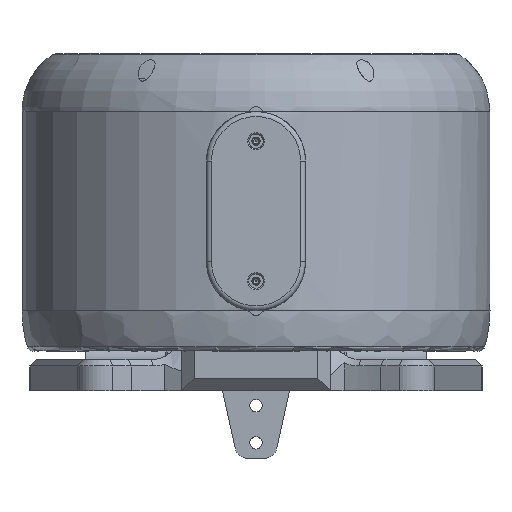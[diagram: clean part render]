
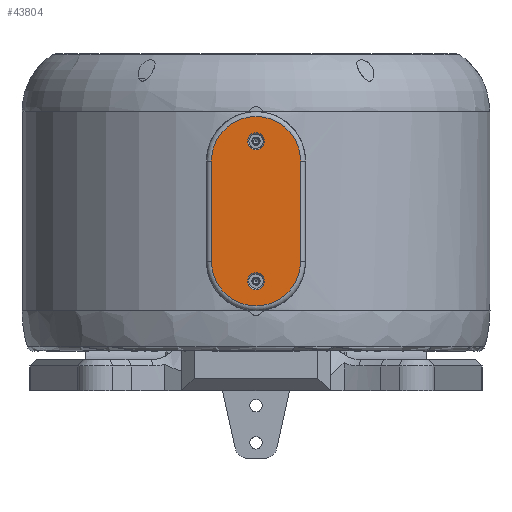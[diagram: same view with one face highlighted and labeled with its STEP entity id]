
A CAD part, front view. The second image highlights one B-rep face of the part: STEP entity #43804.
In plain terms, the highlighted planar face has unit normal (0, -1, 0).
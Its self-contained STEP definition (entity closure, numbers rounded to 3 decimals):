
#2570 = VERTEX_POINT ( 'NONE', #13532 ) ;
#4745 = AXIS2_PLACEMENT_3D ( 'NONE', #11932, #20342, #35660 ) ;
#4763 = CARTESIAN_POINT ( 'NONE',  ( 0., -843.765, 60.355 ) ) ;
#4882 = CARTESIAN_POINT ( 'NONE',  ( 0., -843.765, 173.355 ) ) ;
#5841 = DIRECTION ( 'NONE',  ( 0., 0., -1. ) ) ;
#6452 = DIRECTION ( 'NONE',  ( 0., 0., 1. ) ) ;
#6558 = DIRECTION ( 'NONE',  ( 0., -1., 0. ) ) ;
#8749 = CIRCLE ( 'NONE', #25043, 36. ) ;
#9294 = CARTESIAN_POINT ( 'NONE',  ( -36., -843.765, 69.5 ) ) ;
#11635 = EDGE_LOOP ( 'NONE', ( #23427 ) ) ;
#11932 = CARTESIAN_POINT ( 'NONE',  ( 0., -843.765, 53.5 ) ) ;
#12343 = EDGE_CURVE ( 'NONE', #2570, #14993, #26346, .T. ) ;
#12660 = EDGE_CURVE ( 'NONE', #43314, #43314, #24229, .T. ) ;
#13235 = FACE_BOUND ( 'NONE', #11635, .T. ) ;
#13532 = CARTESIAN_POINT ( 'NONE',  ( 36., -843.765, 69.5 ) ) ;
#14993 = VERTEX_POINT ( 'NONE', #34935 ) ;
#17065 = DIRECTION ( 'NONE',  ( 0., 1., 0. ) ) ;
#18626 = DIRECTION ( 'NONE',  ( 0., -1., 0. ) ) ;
#19576 = ORIENTED_EDGE ( 'NONE', *, *, #46260, .T. ) ;
#20342 = DIRECTION ( 'NONE',  ( 0., -1., 0. ) ) ;
#21813 = EDGE_LOOP ( 'NONE', ( #39935 ) ) ;
#23427 = ORIENTED_EDGE ( 'NONE', *, *, #46530, .F. ) ;
#24229 = CIRCLE ( 'NONE', #25839, 6.855 ) ;
#24270 = VECTOR ( 'NONE', #49885, 1000. ) ;
#24588 = VERTEX_POINT ( 'NONE', #9294 ) ;
#25043 = AXIS2_PLACEMENT_3D ( 'NONE', #29308, #44761, #5841 ) ;
#25839 = AXIS2_PLACEMENT_3D ( 'NONE', #30668, #18626, #41508 ) ;
#26346 = LINE ( 'NONE', #27113, #32493 ) ;
#27113 = CARTESIAN_POINT ( 'NONE',  ( 36., -843.765, 69.5 ) ) ;
#27928 = CIRCLE ( 'NONE', #39253, 36. ) ;
#29178 = ORIENTED_EDGE ( 'NONE', *, *, #12343, .T. ) ;
#29308 = CARTESIAN_POINT ( 'NONE',  ( 0., -843.765, 69.5 ) ) ;
#29323 = DIRECTION ( 'NONE',  ( 0., 0., -1. ) ) ;
#30668 = CARTESIAN_POINT ( 'NONE',  ( 0., -843.765, 166.5 ) ) ;
#31174 = LINE ( 'NONE', #34446, #24270 ) ;
#32493 = VECTOR ( 'NONE', #6452, 1000. ) ;
#33166 = PLANE ( 'NONE',  #33764 ) ;
#33570 = ORIENTED_EDGE ( 'NONE', *, *, #46332, .T. ) ;
#33665 = FACE_OUTER_BOUND ( 'NONE', #44908, .T. ) ;
#33764 = AXIS2_PLACEMENT_3D ( 'NONE', #48605, #17065, #29323 ) ;
#34446 = CARTESIAN_POINT ( 'NONE',  ( -36., -843.765, 69.5 ) ) ;
#34935 = CARTESIAN_POINT ( 'NONE',  ( 36., -843.765, 150.5 ) ) ;
#35660 = DIRECTION ( 'NONE',  ( 0., 0., 1. ) ) ;
#37629 = VERTEX_POINT ( 'NONE', #42391 ) ;
#39253 = AXIS2_PLACEMENT_3D ( 'NONE', #41422, #6558, #45756 ) ;
#39935 = ORIENTED_EDGE ( 'NONE', *, *, #12660, .F. ) ;
#40713 = FACE_BOUND ( 'NONE', #21813, .T. ) ;
#40983 = ORIENTED_EDGE ( 'NONE', *, *, #48276, .T. ) ;
#41422 = CARTESIAN_POINT ( 'NONE',  ( 0., -843.765, 150.5 ) ) ;
#41508 = DIRECTION ( 'NONE',  ( 0., 0., 1. ) ) ;
#42092 = CIRCLE ( 'NONE', #4745, 6.855 ) ;
#42391 = CARTESIAN_POINT ( 'NONE',  ( -36., -843.765, 150.5 ) ) ;
#43314 = VERTEX_POINT ( 'NONE', #4882 ) ;
#43804 = ADVANCED_FACE ( 'NONE', ( #13235, #40713, #33665 ), #33166, .F. ) ;
#44761 = DIRECTION ( 'NONE',  ( 0., -1., 0. ) ) ;
#44908 = EDGE_LOOP ( 'NONE', ( #33570, #29178, #40983, #19576 ) ) ;
#45756 = DIRECTION ( 'NONE',  ( 0., 0., -1. ) ) ;
#46260 = EDGE_CURVE ( 'NONE', #37629, #24588, #31174, .T. ) ;
#46332 = EDGE_CURVE ( 'NONE', #24588, #2570, #8749, .T. ) ;
#46530 = EDGE_CURVE ( 'NONE', #47252, #47252, #42092, .T. ) ;
#47252 = VERTEX_POINT ( 'NONE', #4763 ) ;
#48276 = EDGE_CURVE ( 'NONE', #14993, #37629, #27928, .T. ) ;
#48605 = CARTESIAN_POINT ( 'NONE',  ( 0., -843.765, 69.5 ) ) ;
#49885 = DIRECTION ( 'NONE',  ( 0., 0., -1. ) ) ;
